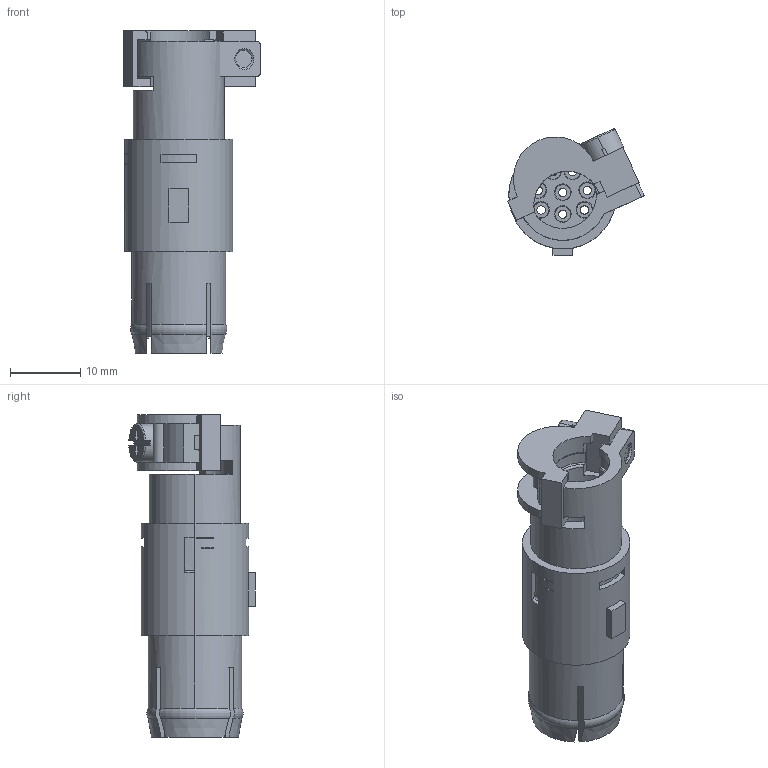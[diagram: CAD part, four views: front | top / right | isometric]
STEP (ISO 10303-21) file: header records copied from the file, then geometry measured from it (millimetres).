
FILE_DESCRIPTION(('Creo Elements/Direct Modeling STEP Export'),'2;1');
FILE_NAME('CX 08 BF.stp','2012-12-14T11:41:14',(''),(''),'Creo Elements/Direct Modeling STEP processor for AP214 (Solid Model)','Creo Elements/Direct Modeling 18.0B 02-Dec-2011 (C) Parametric Technology GmbH','');
FILE_SCHEMA(('AUTOMOTIVE_DESIGN { 1 0 10303 214 1 1 1 1 }'));
Length unit declared in the file: millimetre
Products named in the file (2): CX_08_BF
Assembly tree (1 placements, depth 2):
  CX_08_BF
    CX_08_BF
Bounding box: 19.48 x 18.05 x 46 mm (x, y, z)
Volume: 4619.5 mm3; surface area: 5805.8 mm2
Topology: 1 solids, 2 shells, 645 faces, 1830 edges, 1219 vertices
Faces by surface type: plane 509, cylinder 65, cone 57, torus 14
Entity records: 25993 total; most frequent: CARTESIAN_POINT 4763, ORIENTED_EDGE 3660, DIRECTION 2947, EDGE_CURVE 1830, VECTOR 1427, LINE 1427, VERTEX_POINT 1219, AXIS2_PLACEMENT_3D 760
